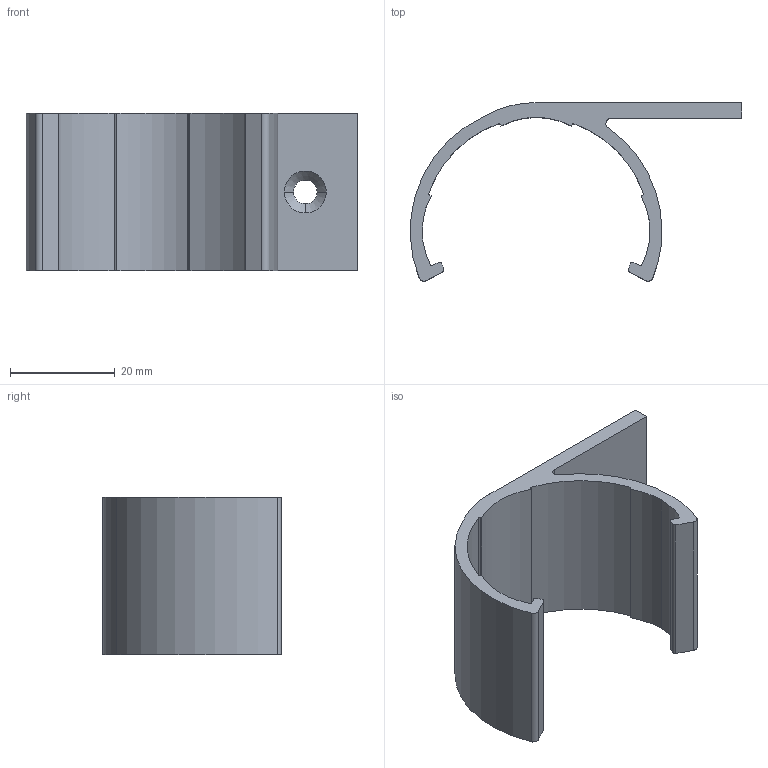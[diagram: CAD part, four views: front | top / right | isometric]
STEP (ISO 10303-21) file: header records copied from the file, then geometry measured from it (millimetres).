
FILE_DESCRIPTION (( 'STEP AP214' ), '1' );
FILE_NAME ('B416 Àäàïòåð äëÿ êðåïëåíèÿ ïàíåëåé ê òðóáíîìó ïðîôèëþ Ô43.stp', '2024-01-18T07:16:04', ( '' ), ( '' ), 'SwSTEP 2.0', 'SolidWorks 2022', '' );
FILE_SCHEMA (( 'AUTOMOTIVE_DESIGN' ));
Length unit declared in the file: millimetre
Products named in the file (1): B416 Адаптер для крепления панелей к трубному профилю Ф43
Bounding box: 63.18 x 34.04 x 30 mm (x, y, z)
Volume: 9930 mm3; surface area: 8189.1 mm2
Topology: 1 solids, 1 shells, 43 faces, 121 edges, 80 vertices
Faces by surface type: cylinder 27, plane 13, cone 3
Entity records: 1455 total; most frequent: DIRECTION 267, CARTESIAN_POINT 245, ORIENTED_EDGE 242, EDGE_CURVE 121, AXIS2_PLACEMENT_3D 102, VERTEX_POINT 80, LINE 63, VECTOR 63
